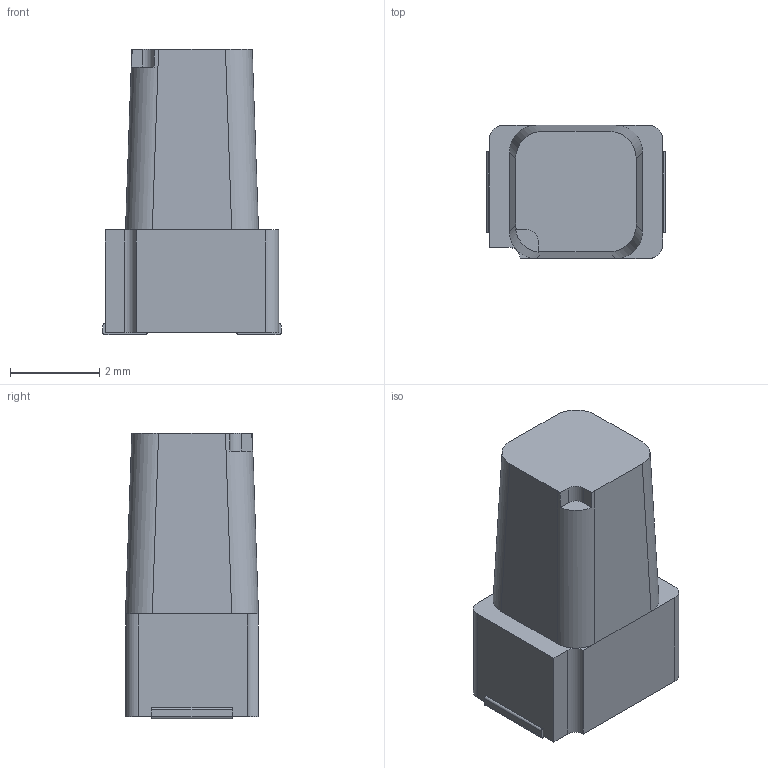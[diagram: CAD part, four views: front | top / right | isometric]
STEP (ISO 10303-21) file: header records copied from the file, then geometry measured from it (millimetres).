
FILE_DESCRIPTION(/* description */ ('Unknown'),/* implementation_level */ '2;1');
FILE_NAME(/* name */ '13101',/* time_stamp */ '2024-10-02T08:10:11+03:00',/* author */ ('Unknown'),/* organization */ ('Unknown'),/* preprocessor_version */ 'ST-DEVELOPER v19.4',/* originating_system */ 'Solid Edge',/* authorisation */ 'Unknown');
FILE_SCHEMA (('AUTOMOTIVE_DESIGN {1 0 10303 214 3 1 1}'));
Length unit declared in the file: millimetre
Products named in the file (3): 13101; 13101_body; 13101_pin
Assembly tree (3 placements, depth 2):
  13101
    13101_body
    13101_pin  x2
Bounding box: 4 x 2.98 x 6.4 mm (x, y, z)
Volume: 58.3 mm3; surface area: 103.2 mm2
Topology: 3 solids, 3 shells, 43 faces, 109 edges, 72 vertices
Faces by surface type: plane 28, cylinder 15
Entity records: 1128 total; most frequent: DIRECTION 192, CARTESIAN_POINT 184, ORIENTED_EDGE 176, EDGE_CURVE 88, AXIS2_PLACEMENT_3D 66, LINE 60, VECTOR 60, VERTEX_POINT 58
